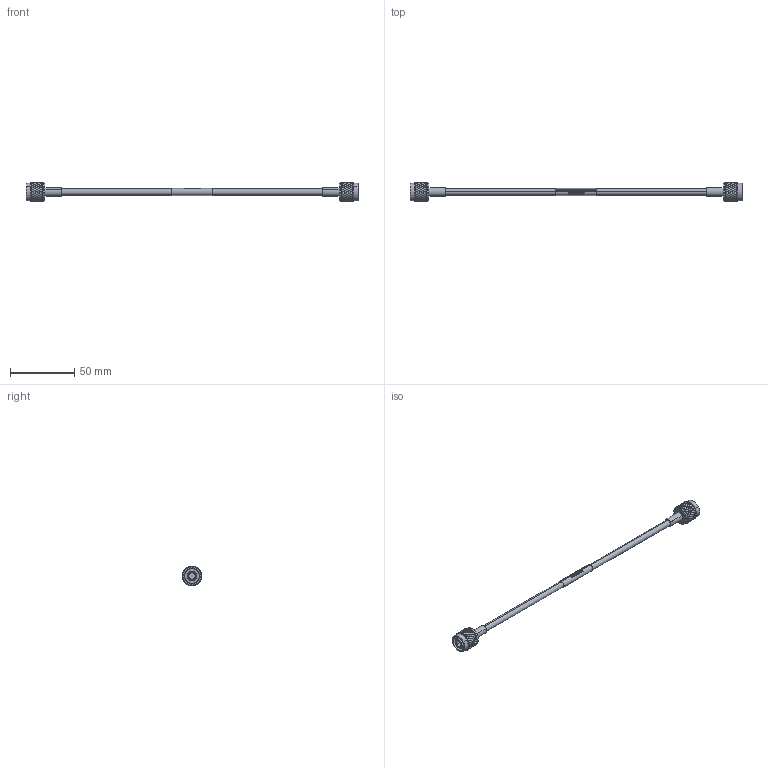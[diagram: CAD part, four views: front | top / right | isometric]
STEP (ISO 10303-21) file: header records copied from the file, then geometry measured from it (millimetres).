
FILE_DESCRIPTION (( 'STEP AP214' ), '1' );
FILE_NAME ('FMCA100226_3D.step', '2024-10-30T17:00:58', ( '' ), ( '' ), 'SwSTEP 2.0', 'SolidWorks 2022', '' );
FILE_SCHEMA (( 'AUTOMOTIVE_DESIGN' ));
Length unit declared in the file: inch
Products named in the file (3): FMCN5302^FMCA100226; FMCA100226_3D; LMR-200-UF^FMCA100226_FM
Assembly tree (3 placements, depth 2):
  FMCA100226_3D
    LMR-200-UF^FMCA100226_FM
    FMCN5302^FMCA100226  x2
Bounding box: 258.06 x 14.99 x 14.99 mm (x, y, z)
Volume: 8361.2 mm3; surface area: 9417.9 mm2
Topology: 3 solids, 3 shells, 2390 faces, 5430 edges, 3104 vertices
Faces by surface type: bspline 1612, cylinder 434, plane 256, cone 88
Entity records: 57994 total; most frequent: CARTESIAN_POINT 33837, ORIENTED_EDGE 6810, EDGE_CURVE 3405, DIRECTION 2109, VERTEX_POINT 2012, EDGE_LOOP 1499, FACE_OUTER_BOUND 1448, ADVANCED_FACE 1448
